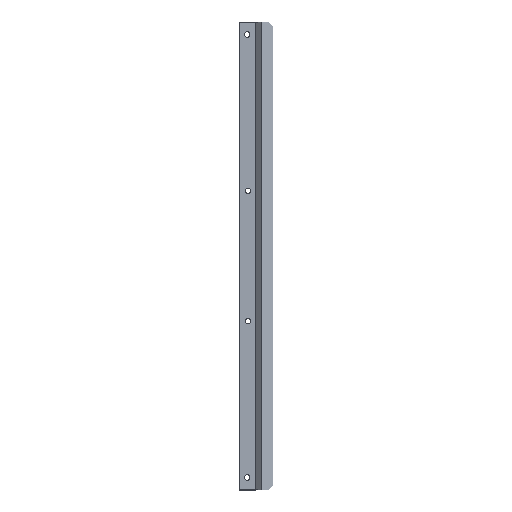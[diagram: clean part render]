
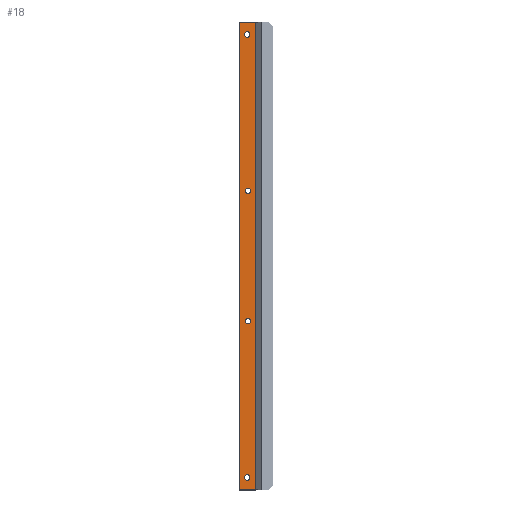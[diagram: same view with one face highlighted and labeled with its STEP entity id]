
A CAD part, top view. The second image highlights one B-rep face of the part: STEP entity #18.
In plain terms, the highlighted planar face has unit normal (0, 0, 1).
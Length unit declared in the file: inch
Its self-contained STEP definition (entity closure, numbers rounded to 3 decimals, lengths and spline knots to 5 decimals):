
#6 = VECTOR ( 'NONE', #224, 39.37008 ) ;
#12 = DIRECTION ( 'NONE',  ( 1., 0., 0. ) ) ;
#14 = FACE_BOUND ( 'NONE', #206, .T. ) ;
#16 = DIRECTION ( 'NONE',  ( 1., 0., 0. ) ) ;
#18 = ADVANCED_FACE ( 'NONE', ( #322, #279, #364, #54, #14 ), #383, .F. ) ;
#25 = LINE ( 'NONE', #216, #183 ) ;
#26 = VERTEX_POINT ( 'NONE', #230 ) ;
#27 = LINE ( 'NONE', #549, #293 ) ;
#34 = EDGE_LOOP ( 'NONE', ( #208 ) ) ;
#39 = EDGE_CURVE ( 'NONE', #546, #546, #126, .T. ) ;
#41 = AXIS2_PLACEMENT_3D ( 'NONE', #416, #413, #16 ) ;
#54 = FACE_BOUND ( 'NONE', #34, .T. ) ;
#66 = VERTEX_POINT ( 'NONE', #567 ) ;
#72 = CIRCLE ( 'NONE', #402, 0.27559 ) ;
#76 = CARTESIAN_POINT ( 'NONE',  ( -0.02953, 22.32283, 0. ) ) ;
#83 = DIRECTION ( 'NONE',  ( 0., 0., -1. ) ) ;
#95 = CARTESIAN_POINT ( 'NONE',  ( 0.3248, -6.5748, 0. ) ) ;
#99 = VERTEX_POINT ( 'NONE', #142 ) ;
#107 = CARTESIAN_POINT ( 'NONE',  ( 0.3248, 6.5748, 0. ) ) ;
#108 = DIRECTION ( 'NONE',  ( 0., 1., 0. ) ) ;
#111 = EDGE_CURVE ( 'NONE', #26, #203, #441, .T. ) ;
#120 = ORIENTED_EDGE ( 'NONE', *, *, #39, .T. ) ;
#126 = CIRCLE ( 'NONE', #210, 0.27559 ) ;
#127 = DIRECTION ( 'NONE',  ( 1., 0., 0. ) ) ;
#130 = EDGE_CURVE ( 'NONE', #99, #99, #72, .T. ) ;
#142 = CARTESIAN_POINT ( 'NONE',  ( 0.24606, 22.32283, 0. ) ) ;
#147 = CARTESIAN_POINT ( 'NONE',  ( 0.81693, 23.58268, 0. ) ) ;
#178 = CARTESIAN_POINT ( 'NONE',  ( 0.04921, 6.5748, 0. ) ) ;
#183 = VECTOR ( 'NONE', #374, 39.37008 ) ;
#190 = VERTEX_POINT ( 'NONE', #107 ) ;
#203 = VERTEX_POINT ( 'NONE', #259 ) ;
#206 = EDGE_LOOP ( 'NONE', ( #354 ) ) ;
#208 = ORIENTED_EDGE ( 'NONE', *, *, #497, .T. ) ;
#210 = AXIS2_PLACEMENT_3D ( 'NONE', #489, #83, #266 ) ;
#214 = EDGE_CURVE ( 'NONE', #190, #190, #518, .T. ) ;
#216 = CARTESIAN_POINT ( 'NONE',  ( 1.41546, 23.58268, 0. ) ) ;
#224 = DIRECTION ( 'NONE',  ( 0., -1., 0. ) ) ;
#230 = CARTESIAN_POINT ( 'NONE',  ( -0.81693, 23.58268, 0. ) ) ;
#239 = VERTEX_POINT ( 'NONE', #95 ) ;
#244 = CARTESIAN_POINT ( 'NONE',  ( -0.81693, 23.58268, 0. ) ) ;
#259 = CARTESIAN_POINT ( 'NONE',  ( -0.81693, -23.58268, 0. ) ) ;
#266 = DIRECTION ( 'NONE',  ( 1., 0., 0. ) ) ;
#279 = FACE_BOUND ( 'NONE', #429, .T. ) ;
#291 = CARTESIAN_POINT ( 'NONE',  ( 0.81693, -23.58268, 0. ) ) ;
#293 = VECTOR ( 'NONE', #12, 39.37008 ) ;
#294 = CARTESIAN_POINT ( 'NONE',  ( 0.24606, -22.32283, 0. ) ) ;
#304 = AXIS2_PLACEMENT_3D ( 'NONE', #178, #448, #127 ) ;
#322 = FACE_OUTER_BOUND ( 'NONE', #343, .T. ) ;
#343 = EDGE_LOOP ( 'NONE', ( #411, #548, #481, #556 ) ) ;
#350 = DIRECTION ( 'NONE',  ( 0., 0., -1. ) ) ;
#354 = ORIENTED_EDGE ( 'NONE', *, *, #214, .T. ) ;
#363 = EDGE_CURVE ( 'NONE', #421, #66, #501, .T. ) ;
#364 = FACE_BOUND ( 'NONE', #541, .T. ) ;
#373 = DIRECTION ( 'NONE',  ( 0., 0., -1. ) ) ;
#374 = DIRECTION ( 'NONE',  ( 1., 0., 0. ) ) ;
#377 = AXIS2_PLACEMENT_3D ( 'NONE', #244, #373, #486 ) ;
#380 = ORIENTED_EDGE ( 'NONE', *, *, #130, .T. ) ;
#383 = PLANE ( 'NONE',  #377 ) ;
#402 = AXIS2_PLACEMENT_3D ( 'NONE', #76, #350, #535 ) ;
#411 = ORIENTED_EDGE ( 'NONE', *, *, #363, .T. ) ;
#413 = DIRECTION ( 'NONE',  ( 0., 0., -1. ) ) ;
#416 = CARTESIAN_POINT ( 'NONE',  ( 0.04921, -6.5748, 0. ) ) ;
#421 = VERTEX_POINT ( 'NONE', #291 ) ;
#429 = EDGE_LOOP ( 'NONE', ( #380 ) ) ;
#434 = EDGE_CURVE ( 'NONE', #26, #66, #25, .T. ) ;
#441 = LINE ( 'NONE', #530, #6 ) ;
#448 = DIRECTION ( 'NONE',  ( 0., 0., -1. ) ) ;
#481 = ORIENTED_EDGE ( 'NONE', *, *, #111, .T. ) ;
#486 = DIRECTION ( 'NONE',  ( -1., 0., 0. ) ) ;
#489 = CARTESIAN_POINT ( 'NONE',  ( -0.02953, -22.32283, 0. ) ) ;
#490 = CIRCLE ( 'NONE', #41, 0.27559 ) ;
#497 = EDGE_CURVE ( 'NONE', #239, #239, #490, .T. ) ;
#501 = LINE ( 'NONE', #147, #531 ) ;
#518 = CIRCLE ( 'NONE', #304, 0.27559 ) ;
#530 = CARTESIAN_POINT ( 'NONE',  ( -0.81693, 23.58268, 0. ) ) ;
#531 = VECTOR ( 'NONE', #108, 39.37008 ) ;
#535 = DIRECTION ( 'NONE',  ( 1., 0., 0. ) ) ;
#541 = EDGE_LOOP ( 'NONE', ( #120 ) ) ;
#546 = VERTEX_POINT ( 'NONE', #294 ) ;
#548 = ORIENTED_EDGE ( 'NONE', *, *, #434, .F. ) ;
#549 = CARTESIAN_POINT ( 'NONE',  ( -0.81693, -23.58268, 0. ) ) ;
#550 = EDGE_CURVE ( 'NONE', #203, #421, #27, .T. ) ;
#556 = ORIENTED_EDGE ( 'NONE', *, *, #550, .T. ) ;
#567 = CARTESIAN_POINT ( 'NONE',  ( 0.81693, 23.58268, 0. ) ) ;
